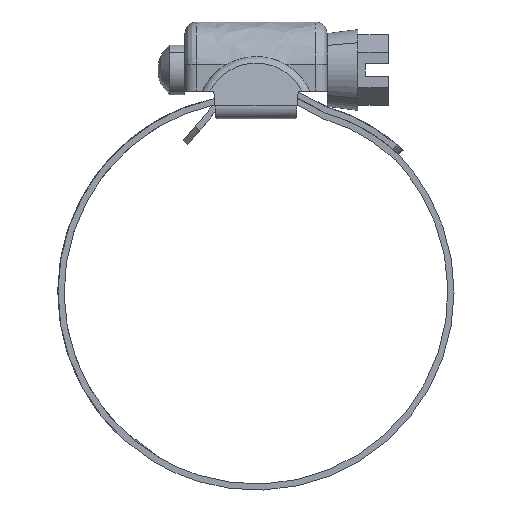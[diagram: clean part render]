
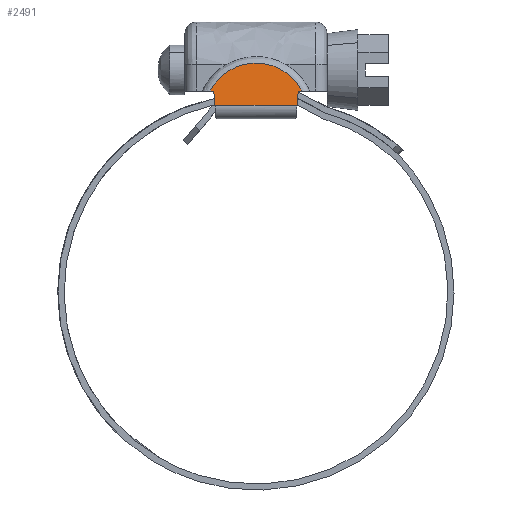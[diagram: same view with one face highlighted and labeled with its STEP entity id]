
A CAD part, front view. The second image highlights one B-rep face of the part: STEP entity #2491.
In plain terms, the highlighted free-form (B-spline) face has degree [1, 1] with [2, 2] control points.
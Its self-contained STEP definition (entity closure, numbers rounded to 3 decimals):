
#1423=CARTESIAN_POINT('',(-5.344,-7.786,11.202));
#1424=VERTEX_POINT('',#1423);
#1445=CARTESIAN_POINT('',(5.344,-7.786,11.202));
#1446=VERTEX_POINT('',#1445);
#1460=CARTESIAN_POINT('',(-5.344,-7.786,11.202));
#1461=CARTESIAN_POINT('',(5.344,-7.786,11.202));
#1462=QUASI_UNIFORM_CURVE('',1,(#1460,#1461),.UNSPECIFIED.,.F.,.U.);
#1463=EDGE_CURVE('',#1424,#1446,#1462,.T.);
#1655=CARTESIAN_POINT('',(-5.962,-7.502,13.077));
#1656=VERTEX_POINT('',#1655);
#1680=CARTESIAN_POINT('',(5.962,-7.502,13.077));
#1681=VERTEX_POINT('',#1680);
#1682=CARTESIAN_POINT('',(5.962,-7.502,13.077));
#1683=CARTESIAN_POINT('',(4.098,-6.948,16.727));
#1684=CARTESIAN_POINT('',(0.,-6.948,16.727));
#1685=CARTESIAN_POINT('',(-4.098,-6.948,16.727));
#1686=CARTESIAN_POINT('',(-5.962,-7.502,13.077));
#1694=(BOUNDED_CURVE()B_SPLINE_CURVE(2,(#1682,#1683,#1684,#1685,#1686),.UNSPECIFIED.,.F.,.U.)B_SPLINE_CURVE_WITH_KNOTS((3,2,3),(0.0,0.5,1.0),.UNSPECIFIED.)CURVE()GEOMETRIC_REPRESENTATION_ITEM()RATIONAL_B_SPLINE_CURVE((1.0,0.853,1.0,0.853,1.0))REPRESENTATION_ITEM(''));
#1695=EDGE_CURVE('',#1681,#1656,#1694,.T.);
#2458=CARTESIAN_POINT('',(-6.558,-6.906,17.003));
#2459=CARTESIAN_POINT('',(-6.558,-7.828,10.926));
#2460=CARTESIAN_POINT('',(6.558,-6.906,17.003));
#2461=CARTESIAN_POINT('',(6.558,-7.828,10.926));
#2462=B_SPLINE_SURFACE_WITH_KNOTS('',1,1,((#2458,#2460),(#2459,#2461)),.UNSPECIFIED.,.F.,.F.,.U.,(2,2),(2,2),(0.0,6.147),(0.0,13.116),.UNSPECIFIED.);
#2463=CARTESIAN_POINT('',(-5.5,-7.502,13.077));
#2464=VERTEX_POINT('',#2463);
#2465=CARTESIAN_POINT('',(-5.5,-7.502,13.077));
#2466=CARTESIAN_POINT('',(-5.344,-7.786,11.202));
#2467=QUASI_UNIFORM_CURVE('',1,(#2465,#2466),.UNSPECIFIED.,.F.,.U.);
#2468=EDGE_CURVE('',#2464,#1424,#2467,.T.);
#2469=ORIENTED_EDGE('',*,*,#2468,.T.);
#2470=ORIENTED_EDGE('',*,*,#1463,.T.);
#2471=CARTESIAN_POINT('',(5.5,-7.502,13.077));
#2472=VERTEX_POINT('',#2471);
#2473=CARTESIAN_POINT('',(5.344,-7.786,11.202));
#2474=CARTESIAN_POINT('',(5.5,-7.502,13.077));
#2475=QUASI_UNIFORM_CURVE('',1,(#2473,#2474),.UNSPECIFIED.,.F.,.U.);
#2476=EDGE_CURVE('',#1446,#2472,#2475,.T.);
#2477=ORIENTED_EDGE('',*,*,#2476,.T.);
#2478=CARTESIAN_POINT('',(5.5,-7.502,13.077));
#2479=CARTESIAN_POINT('',(5.962,-7.502,13.077));
#2480=QUASI_UNIFORM_CURVE('',1,(#2478,#2479),.UNSPECIFIED.,.F.,.U.);
#2481=EDGE_CURVE('',#2472,#1681,#2480,.T.);
#2482=ORIENTED_EDGE('',*,*,#2481,.T.);
#2483=ORIENTED_EDGE('',*,*,#1695,.T.);
#2484=CARTESIAN_POINT('',(-5.962,-7.502,13.077));
#2485=CARTESIAN_POINT('',(-5.5,-7.502,13.077));
#2486=QUASI_UNIFORM_CURVE('',1,(#2484,#2485),.UNSPECIFIED.,.F.,.U.);
#2487=EDGE_CURVE('',#1656,#2464,#2486,.T.);
#2488=ORIENTED_EDGE('',*,*,#2487,.T.);
#2489=EDGE_LOOP('',(#2469,#2470,#2477,#2482,#2483,#2488));
#2490=FACE_OUTER_BOUND('',#2489,.T.);
#2491=ADVANCED_FACE('',(#2490),#2462,.T.);
